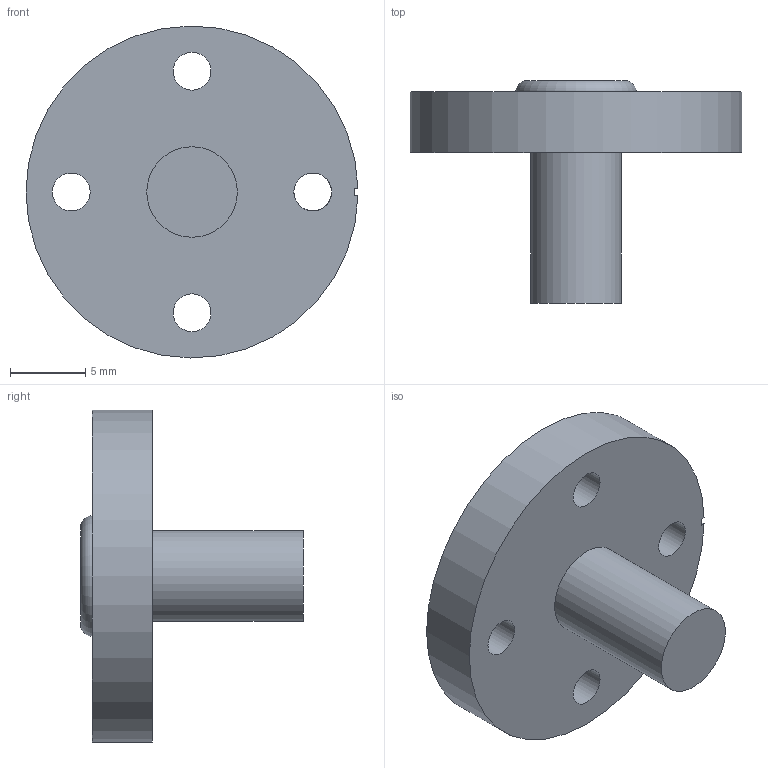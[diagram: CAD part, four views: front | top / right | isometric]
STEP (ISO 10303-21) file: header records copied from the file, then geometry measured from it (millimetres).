
FILE_DESCRIPTION(/* description */ (''),/* implementation_level */ '2;1');
FILE_NAME(/* name */ 'AX12_Hub.stp',/* time_stamp */ '2016-09-05T15:47:17-04:00',/* author */ ('Labtech'),/* organization */ (''),/* preprocessor_version */ 'ST-DEVELOPER v16.5',/* originating_system */ 'Autodesk Inventor 2017',/* authorisation */ '');
FILE_SCHEMA (('AUTOMOTIVE_DESIGN { 1 0 10303 214 3 1 1 }'));
Length unit declared in the file: millimetre
Products named in the file (1): AX12_Hub
Bounding box: 22 x 14.75 x 22 mm (x, y, z)
Volume: 1738.3 mm3; surface area: 1401.6 mm2
Topology: 1 solids, 1 shells, 47 faces, 127 edges, 83 vertices
Faces by surface type: plane 26, cylinder 12, cone 5, torus 3, bspline 1
Full cylindrical faces by diameter (mm): 2.5 x4, 5.8 x1, 6 x2
Entity records: 1502 total; most frequent: CARTESIAN_POINT 353, DIRECTION 228, ORIENTED_EDGE 220, EDGE_CURVE 110, AXIS2_PLACEMENT_3D 93, VERTEX_POINT 80, EDGE_LOOP 70, FACE_OUTER_BOUND 47
